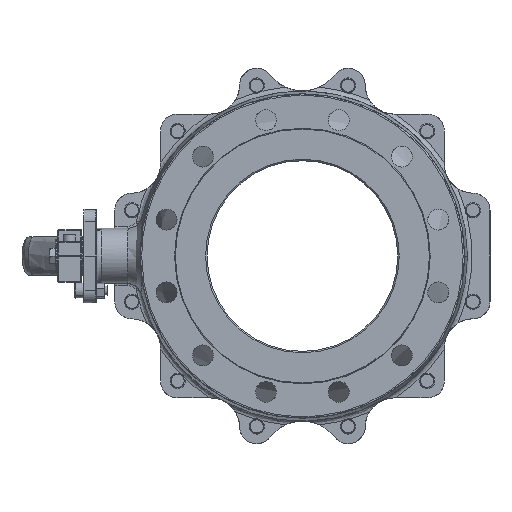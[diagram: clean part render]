
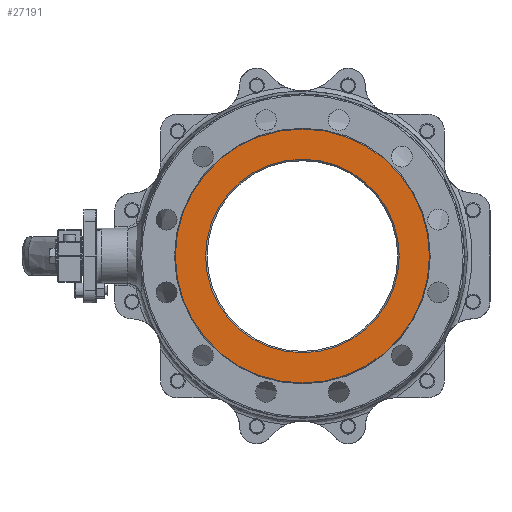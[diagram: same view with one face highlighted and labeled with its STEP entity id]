
A CAD part, left-side view. The second image highlights one B-rep face of the part: STEP entity #27191.
In plain terms, the highlighted planar face has unit normal (-1, 0, 0).
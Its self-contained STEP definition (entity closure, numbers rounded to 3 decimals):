
#991 = CIRCLE ( 'NONE', #6979, 133.196 ) ;
#2880 = CARTESIAN_POINT ( 'NONE',  ( -190., 0., -101.5 ) ) ;
#3144 = DIRECTION ( 'NONE',  ( 1., 0., 0. ) ) ;
#3268 = EDGE_LOOP ( 'NONE', ( #45459, #35361 ) ) ;
#3769 = ORIENTED_EDGE ( 'NONE', *, *, #27949, .F. ) ;
#6979 = AXIS2_PLACEMENT_3D ( 'NONE', #36670, #3144, #41980 ) ;
#7081 = ORIENTED_EDGE ( 'NONE', *, *, #42245, .F. ) ;
#7169 = FACE_OUTER_BOUND ( 'NONE', #48434, .T. ) ;
#7589 = CARTESIAN_POINT ( 'NONE',  ( -190., 0., 101.5 ) ) ;
#7793 = DIRECTION ( 'NONE',  ( -1., 0., 0. ) ) ;
#12272 = DIRECTION ( 'NONE',  ( 0., 0., 1. ) ) ;
#14942 = CIRCLE ( 'NONE', #39875, 101.5 ) ;
#20644 = CARTESIAN_POINT ( 'NONE',  ( -190., 101.5, 0. ) ) ;
#21717 = AXIS2_PLACEMENT_3D ( 'NONE', #47381, #37680, #37983 ) ;
#22141 = CIRCLE ( 'NONE', #57208, 133.196 ) ;
#22674 = EDGE_CURVE ( 'NONE', #46152, #36482, #43726, .T. ) ;
#27191 = ADVANCED_FACE ( 'NONE', ( #7169, #54792 ), #40979, .T. ) ;
#27949 = EDGE_CURVE ( 'NONE', #41281, #58683, #991, .T. ) ;
#31542 = CARTESIAN_POINT ( 'NONE',  ( -190., 133.196, 0. ) ) ;
#35361 = ORIENTED_EDGE ( 'NONE', *, *, #22674, .T. ) ;
#36482 = VERTEX_POINT ( 'NONE', #7589 ) ;
#36670 = CARTESIAN_POINT ( 'NONE',  ( -190., 0., 0. ) ) ;
#37680 = DIRECTION ( 'NONE',  ( 1., 0., 0. ) ) ;
#37983 = DIRECTION ( 'NONE',  ( 0., 0., 1. ) ) ;
#39875 = AXIS2_PLACEMENT_3D ( 'NONE', #46641, #60109, #12272 ) ;
#40702 = EDGE_CURVE ( 'NONE', #36482, #46152, #14942, .T. ) ;
#40979 = PLANE ( 'NONE',  #44731 ) ;
#41281 = VERTEX_POINT ( 'NONE', #31542 ) ;
#41803 = DIRECTION ( 'NONE',  ( 0., 1., 0. ) ) ;
#41980 = DIRECTION ( 'NONE',  ( 0., 1., 0. ) ) ;
#42245 = EDGE_CURVE ( 'NONE', #58683, #41281, #22141, .T. ) ;
#43726 = CIRCLE ( 'NONE', #21717, 101.5 ) ;
#44731 = AXIS2_PLACEMENT_3D ( 'NONE', #20644, #7793, #50065 ) ;
#45459 = ORIENTED_EDGE ( 'NONE', *, *, #40702, .T. ) ;
#46152 = VERTEX_POINT ( 'NONE', #2880 ) ;
#46641 = CARTESIAN_POINT ( 'NONE',  ( -190., 0., 0. ) ) ;
#47381 = CARTESIAN_POINT ( 'NONE',  ( -190., 0., 0. ) ) ;
#48434 = EDGE_LOOP ( 'NONE', ( #3769, #7081 ) ) ;
#48687 = CARTESIAN_POINT ( 'NONE',  ( -190., -133.196, 0. ) ) ;
#50065 = DIRECTION ( 'NONE',  ( 0., -1., 0. ) ) ;
#51206 = CARTESIAN_POINT ( 'NONE',  ( -190., 0., 0. ) ) ;
#54792 = FACE_BOUND ( 'NONE', #3268, .T. ) ;
#56260 = DIRECTION ( 'NONE',  ( 1., 0., 0. ) ) ;
#57208 = AXIS2_PLACEMENT_3D ( 'NONE', #51206, #56260, #41803 ) ;
#58683 = VERTEX_POINT ( 'NONE', #48687 ) ;
#60109 = DIRECTION ( 'NONE',  ( 1., 0., 0. ) ) ;
